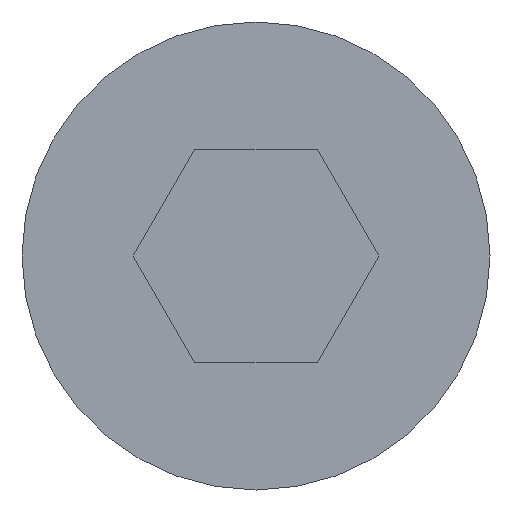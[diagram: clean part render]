
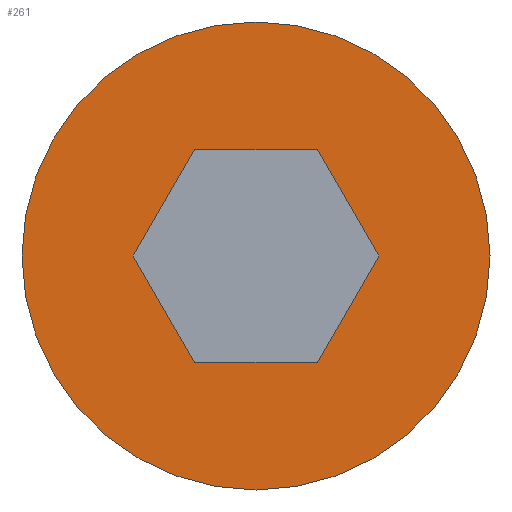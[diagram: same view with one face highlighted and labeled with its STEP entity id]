
A CAD part, front view. The second image highlights one B-rep face of the part: STEP entity #261.
In plain terms, the highlighted planar face has unit normal (0, -1, 0).
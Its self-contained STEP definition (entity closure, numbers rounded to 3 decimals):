
#1 = CARTESIAN_POINT ( 'NONE',  ( -0.722, 0., 1.25 ) ) ;
#3 = DIRECTION ( 'NONE',  ( 0., 0., 1. ) ) ;
#10 = VECTOR ( 'NONE', #183, 1000. ) ;
#11 = DIRECTION ( 'NONE',  ( 1., 0., 0. ) ) ;
#15 = VECTOR ( 'NONE', #31, 1000. ) ;
#19 = ORIENTED_EDGE ( 'NONE', *, *, #58, .F. ) ;
#20 = PLANE ( 'NONE',  #46 ) ;
#23 = CARTESIAN_POINT ( 'NONE',  ( 0., 0., -2.75 ) ) ;
#28 = CARTESIAN_POINT ( 'NONE',  ( 1.443, 0., 0. ) ) ;
#31 = DIRECTION ( 'NONE',  ( 0.5, 0., -0.866 ) ) ;
#36 = DIRECTION ( 'NONE',  ( 0., 0., 1. ) ) ;
#44 = EDGE_CURVE ( 'NONE', #397, #50, #262, .T. ) ;
#46 = AXIS2_PLACEMENT_3D ( 'NONE', #355, #171, #75 ) ;
#50 = VERTEX_POINT ( 'NONE', #137 ) ;
#58 = EDGE_CURVE ( 'NONE', #50, #397, #365, .T. ) ;
#60 = AXIS2_PLACEMENT_3D ( 'NONE', #313, #284, #36 ) ;
#63 = DIRECTION ( 'NONE',  ( -0.5, 0., 0.866 ) ) ;
#75 = DIRECTION ( 'NONE',  ( 0., 0., 1. ) ) ;
#81 = VERTEX_POINT ( 'NONE', #98 ) ;
#84 = EDGE_LOOP ( 'NONE', ( #89, #19 ) ) ;
#89 = ORIENTED_EDGE ( 'NONE', *, *, #44, .F. ) ;
#98 = CARTESIAN_POINT ( 'NONE',  ( -0.722, 0., -1.25 ) ) ;
#130 = CARTESIAN_POINT ( 'NONE',  ( -0.722, 0., 1.25 ) ) ;
#134 = EDGE_CURVE ( 'NONE', #359, #81, #226, .T. ) ;
#137 = CARTESIAN_POINT ( 'NONE',  ( 0., 0., 2.75 ) ) ;
#149 = EDGE_CURVE ( 'NONE', #404, #359, #410, .T. ) ;
#151 = CARTESIAN_POINT ( 'NONE',  ( 0.722, 0., 1.25 ) ) ;
#155 = VERTEX_POINT ( 'NONE', #254 ) ;
#162 = LINE ( 'NONE', #325, #179 ) ;
#164 = DIRECTION ( 'NONE',  ( 0., 1., 0. ) ) ;
#169 = EDGE_CURVE ( 'NONE', #306, #155, #162, .T. ) ;
#171 = DIRECTION ( 'NONE',  ( 0., 1., 0. ) ) ;
#175 = ORIENTED_EDGE ( 'NONE', *, *, #349, .F. ) ;
#177 = ORIENTED_EDGE ( 'NONE', *, *, #134, .F. ) ;
#179 = VECTOR ( 'NONE', #210, 1000. ) ;
#181 = FACE_BOUND ( 'NONE', #201, .T. ) ;
#182 = VERTEX_POINT ( 'NONE', #151 ) ;
#183 = DIRECTION ( 'NONE',  ( -1., 0., 0. ) ) ;
#201 = EDGE_LOOP ( 'NONE', ( #406, #279, #177, #331, #273, #175 ) ) ;
#210 = DIRECTION ( 'NONE',  ( 0.5, 0., 0.866 ) ) ;
#218 = LINE ( 'NONE', #28, #388 ) ;
#226 = LINE ( 'NONE', #352, #15 ) ;
#231 = CARTESIAN_POINT ( 'NONE',  ( -0.722, 0., -1.25 ) ) ;
#244 = CARTESIAN_POINT ( 'NONE',  ( 0.722, 0., 1.25 ) ) ;
#254 = CARTESIAN_POINT ( 'NONE',  ( 1.443, 0., 0. ) ) ;
#261 = ADVANCED_FACE ( 'NONE', ( #181, #327 ), #20, .F. ) ;
#262 = CIRCLE ( 'NONE', #371, 2.75 ) ;
#265 = CARTESIAN_POINT ( 'NONE',  ( 0.722, 0., -1.25 ) ) ;
#271 = EDGE_CURVE ( 'NONE', #81, #306, #299, .T. ) ;
#273 = ORIENTED_EDGE ( 'NONE', *, *, #392, .F. ) ;
#279 = ORIENTED_EDGE ( 'NONE', *, *, #271, .F. ) ;
#284 = DIRECTION ( 'NONE',  ( 0., 1., 0. ) ) ;
#286 = VECTOR ( 'NONE', #11, 1000. ) ;
#299 = LINE ( 'NONE', #231, #286 ) ;
#306 = VERTEX_POINT ( 'NONE', #265 ) ;
#313 = CARTESIAN_POINT ( 'NONE',  ( 0., 0., 0. ) ) ;
#325 = CARTESIAN_POINT ( 'NONE',  ( 0.722, 0., -1.25 ) ) ;
#326 = VECTOR ( 'NONE', #347, 1000. ) ;
#327 = FACE_OUTER_BOUND ( 'NONE', #84, .T. ) ;
#331 = ORIENTED_EDGE ( 'NONE', *, *, #149, .F. ) ;
#346 = CARTESIAN_POINT ( 'NONE',  ( -1.443, 0., 0. ) ) ;
#347 = DIRECTION ( 'NONE',  ( -0.5, 0., -0.866 ) ) ;
#349 = EDGE_CURVE ( 'NONE', #155, #182, #218, .T. ) ;
#350 = CARTESIAN_POINT ( 'NONE',  ( 0., 0., 0. ) ) ;
#352 = CARTESIAN_POINT ( 'NONE',  ( -1.443, 0., 0. ) ) ;
#355 = CARTESIAN_POINT ( 'NONE',  ( 0., 0., 0. ) ) ;
#359 = VERTEX_POINT ( 'NONE', #346 ) ;
#365 = CIRCLE ( 'NONE', #60, 2.75 ) ;
#371 = AXIS2_PLACEMENT_3D ( 'NONE', #350, #164, #3 ) ;
#388 = VECTOR ( 'NONE', #63, 1000. ) ;
#392 = EDGE_CURVE ( 'NONE', #182, #404, #403, .T. ) ;
#397 = VERTEX_POINT ( 'NONE', #23 ) ;
#403 = LINE ( 'NONE', #244, #10 ) ;
#404 = VERTEX_POINT ( 'NONE', #1 ) ;
#406 = ORIENTED_EDGE ( 'NONE', *, *, #169, .F. ) ;
#410 = LINE ( 'NONE', #130, #326 ) ;
